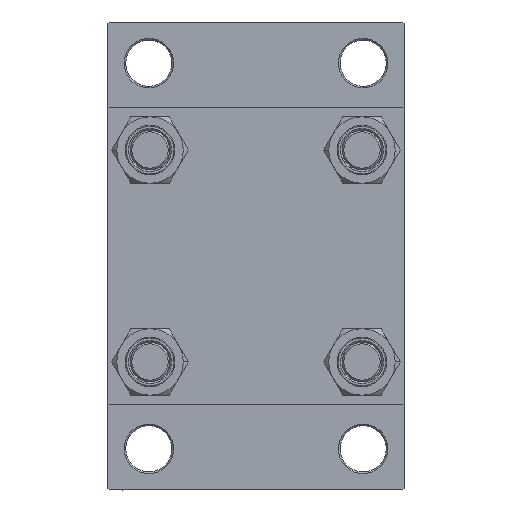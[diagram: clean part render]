
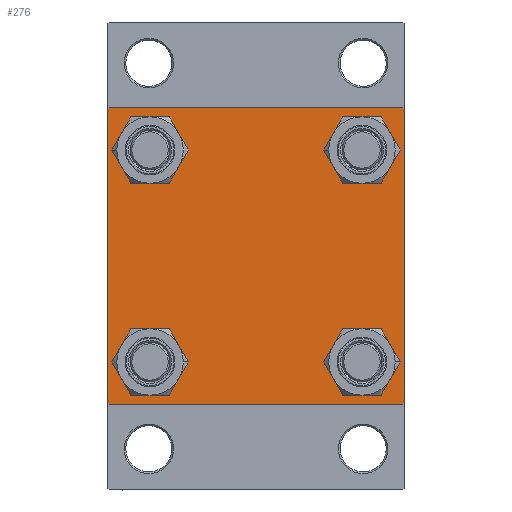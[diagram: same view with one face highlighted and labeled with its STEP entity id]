
A CAD part, left-side view. The second image highlights one B-rep face of the part: STEP entity #276.
In plain terms, the highlighted planar face has unit normal (-1, 0, 0).
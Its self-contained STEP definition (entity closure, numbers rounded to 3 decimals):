
#276 = ADVANCED_FACE ( 'NONE', ( #28060, #42507, #34821, #38902, #39134 ), #1565, .T. ) ;
#606 = ORIENTED_EDGE ( 'NONE', *, *, #13397, .T. ) ;
#698 = EDGE_CURVE ( 'NONE', #45920, #35312, #44672, .T. ) ;
#721 = ORIENTED_EDGE ( 'NONE', *, *, #44798, .T. ) ;
#758 = VECTOR ( 'NONE', #20303, 1000. ) ;
#1006 = EDGE_LOOP ( 'NONE', ( #1679, #5464 ) ) ;
#1340 = VECTOR ( 'NONE', #16056, 1000. ) ;
#1410 = VECTOR ( 'NONE', #19185, 1000. ) ;
#1414 = DIRECTION ( 'NONE',  ( 0., 0., 1. ) ) ;
#1565 = PLANE ( 'NONE',  #34652 ) ;
#1635 = AXIS2_PLACEMENT_3D ( 'NONE', #5026, #30318, #1414 ) ;
#1636 = CARTESIAN_POINT ( 'NONE',  ( 0., 45., 45. ) ) ;
#1679 = ORIENTED_EDGE ( 'NONE', *, *, #698, .T. ) ;
#1798 = VERTEX_POINT ( 'NONE', #21317 ) ;
#2415 = LINE ( 'NONE', #20258, #31857 ) ;
#2599 = VECTOR ( 'NONE', #5960, 1000. ) ;
#2959 = DIRECTION ( 'NONE',  ( 0., 0., 1. ) ) ;
#3555 = ORIENTED_EDGE ( 'NONE', *, *, #9737, .T. ) ;
#3735 = LINE ( 'NONE', #6867, #30292 ) ;
#3833 = CIRCLE ( 'NONE', #9998, 6.5 ) ;
#4233 = EDGE_CURVE ( 'NONE', #20229, #9643, #21623, .T. ) ;
#4400 = EDGE_CURVE ( 'NONE', #35312, #45920, #37016, .T. ) ;
#5026 = CARTESIAN_POINT ( 'NONE',  ( 0., 32.15, -32.15 ) ) ;
#5071 = CARTESIAN_POINT ( 'NONE',  ( 0., 32.15, 38.65 ) ) ;
#5464 = ORIENTED_EDGE ( 'NONE', *, *, #4400, .T. ) ;
#5960 = DIRECTION ( 'NONE',  ( 0., 0., -1. ) ) ;
#6119 = CARTESIAN_POINT ( 'NONE',  ( 0., 0., 0. ) ) ;
#6193 = LINE ( 'NONE', #1636, #2599 ) ;
#6301 = CARTESIAN_POINT ( 'NONE',  ( 0., 32.15, -32.15 ) ) ;
#6383 = CARTESIAN_POINT ( 'NONE',  ( 0., 32.15, -38.65 ) ) ;
#6507 = CIRCLE ( 'NONE', #29588, 6.5 ) ;
#6867 = CARTESIAN_POINT ( 'NONE',  ( 0., -45., 45. ) ) ;
#7268 = DIRECTION ( 'NONE',  ( 1., 0., 0. ) ) ;
#7363 = VECTOR ( 'NONE', #44053, 1000. ) ;
#7746 = EDGE_LOOP ( 'NONE', ( #32477, #25434 ) ) ;
#8068 = ORIENTED_EDGE ( 'NONE', *, *, #34146, .T. ) ;
#8288 = VERTEX_POINT ( 'NONE', #17325 ) ;
#8425 = CIRCLE ( 'NONE', #36167, 6.5 ) ;
#8699 = VERTEX_POINT ( 'NONE', #9269 ) ;
#8901 = DIRECTION ( 'NONE',  ( 1., 0., 0. ) ) ;
#9112 = CARTESIAN_POINT ( 'NONE',  ( 0., -44.5, -45. ) ) ;
#9269 = CARTESIAN_POINT ( 'NONE',  ( 0., -32.15, -38.65 ) ) ;
#9643 = VERTEX_POINT ( 'NONE', #17691 ) ;
#9737 = EDGE_CURVE ( 'NONE', #17335, #46461, #26081, .T. ) ;
#9998 = AXIS2_PLACEMENT_3D ( 'NONE', #42829, #20444, #16823 ) ;
#10300 = EDGE_CURVE ( 'NONE', #46461, #32839, #6193, .T. ) ;
#10398 = ORIENTED_EDGE ( 'NONE', *, *, #26036, .T. ) ;
#10854 = VERTEX_POINT ( 'NONE', #41030 ) ;
#11271 = VERTEX_POINT ( 'NONE', #9112 ) ;
#11718 = LINE ( 'NONE', #45187, #1410 ) ;
#12129 = EDGE_LOOP ( 'NONE', ( #38056, #10398, #8068, #36109, #44819, #21459, #34949, #3555 ) ) ;
#12788 = DIRECTION ( 'NONE',  ( 1., 0., 0. ) ) ;
#13397 = EDGE_CURVE ( 'NONE', #8699, #8288, #19469, .T. ) ;
#13994 = CARTESIAN_POINT ( 'NONE',  ( 0., 32.15, -25.65 ) ) ;
#14122 = DIRECTION ( 'NONE',  ( 0., 0., -1. ) ) ;
#14682 = EDGE_CURVE ( 'NONE', #19091, #18872, #3735, .T. ) ;
#14963 = DIRECTION ( 'NONE',  ( 0., 0., 1. ) ) ;
#16056 = DIRECTION ( 'NONE',  ( 0., 0.707, 0.707 ) ) ;
#16610 = ORIENTED_EDGE ( 'NONE', *, *, #23026, .T. ) ;
#16632 = CARTESIAN_POINT ( 'NONE',  ( 0., -32.15, 32.15 ) ) ;
#16823 = DIRECTION ( 'NONE',  ( 0., 0., 1. ) ) ;
#17325 = CARTESIAN_POINT ( 'NONE',  ( 0., -32.15, -25.65 ) ) ;
#17335 = VERTEX_POINT ( 'NONE', #45099 ) ;
#17691 = CARTESIAN_POINT ( 'NONE',  ( 0., 32.15, 25.65 ) ) ;
#17977 = CARTESIAN_POINT ( 'NONE',  ( 0., 45., -44.5 ) ) ;
#18872 = VERTEX_POINT ( 'NONE', #41548 ) ;
#19091 = VERTEX_POINT ( 'NONE', #24076 ) ;
#19139 = EDGE_CURVE ( 'NONE', #11271, #18872, #29600, .T. ) ;
#19185 = DIRECTION ( 'NONE',  ( 0., -0.707, -0.707 ) ) ;
#19469 = CIRCLE ( 'NONE', #36434, 6.5 ) ;
#20229 = VERTEX_POINT ( 'NONE', #5071 ) ;
#20246 = DIRECTION ( 'NONE',  ( 0., 0., 1. ) ) ;
#20258 = CARTESIAN_POINT ( 'NONE',  ( 0., 45., 45. ) ) ;
#20303 = DIRECTION ( 'NONE',  ( 0., -1., 0. ) ) ;
#20444 = DIRECTION ( 'NONE',  ( 1., 0., 0. ) ) ;
#21011 = LINE ( 'NONE', #27756, #758 ) ;
#21317 = CARTESIAN_POINT ( 'NONE',  ( 0., -32.15, 38.65 ) ) ;
#21459 = ORIENTED_EDGE ( 'NONE', *, *, #26965, .T. ) ;
#21505 = DIRECTION ( 'NONE',  ( 1., 0., 0. ) ) ;
#21623 = CIRCLE ( 'NONE', #23112, 6.5 ) ;
#22719 = CARTESIAN_POINT ( 'NONE',  ( 0., 44.75, 44.75 ) ) ;
#23026 = EDGE_CURVE ( 'NONE', #9643, #20229, #42890, .T. ) ;
#23112 = AXIS2_PLACEMENT_3D ( 'NONE', #39575, #21505, #2959 ) ;
#23293 = EDGE_LOOP ( 'NONE', ( #34695, #16610 ) ) ;
#24076 = CARTESIAN_POINT ( 'NONE',  ( 0., -45., 44.5 ) ) ;
#24397 = EDGE_LOOP ( 'NONE', ( #721, #606 ) ) ;
#25434 = ORIENTED_EDGE ( 'NONE', *, *, #31326, .T. ) ;
#26036 = EDGE_CURVE ( 'NONE', #32839, #34447, #11718, .T. ) ;
#26081 = LINE ( 'NONE', #22719, #31820 ) ;
#26965 = EDGE_CURVE ( 'NONE', #19091, #10854, #27135, .T. ) ;
#27135 = LINE ( 'NONE', #42074, #1340 ) ;
#27756 = CARTESIAN_POINT ( 'NONE',  ( 0., 45., -45. ) ) ;
#27895 = CARTESIAN_POINT ( 'NONE',  ( 0., -32.15, -32.15 ) ) ;
#28060 = FACE_BOUND ( 'NONE', #7746, .T. ) ;
#29588 = AXIS2_PLACEMENT_3D ( 'NONE', #44592, #7268, #33281 ) ;
#29600 = LINE ( 'NONE', #43587, #7363 ) ;
#30292 = VECTOR ( 'NONE', #14122, 1000. ) ;
#30318 = DIRECTION ( 'NONE',  ( 1., 0., 0. ) ) ;
#31279 = DIRECTION ( 'NONE',  ( 0., 0., 1. ) ) ;
#31326 = EDGE_CURVE ( 'NONE', #44730, #1798, #3833, .T. ) ;
#31529 = CARTESIAN_POINT ( 'NONE',  ( 0., 32.15, 32.15 ) ) ;
#31745 = DIRECTION ( 'NONE',  ( 1., 0., 0. ) ) ;
#31820 = VECTOR ( 'NONE', #47548, 1000. ) ;
#31857 = VECTOR ( 'NONE', #34961, 1000. ) ;
#32477 = ORIENTED_EDGE ( 'NONE', *, *, #34439, .T. ) ;
#32839 = VERTEX_POINT ( 'NONE', #17977 ) ;
#33281 = DIRECTION ( 'NONE',  ( 0., 0., 1. ) ) ;
#34146 = EDGE_CURVE ( 'NONE', #34447, #11271, #21011, .T. ) ;
#34226 = DIRECTION ( 'NONE',  ( 1., 0., 0. ) ) ;
#34439 = EDGE_CURVE ( 'NONE', #1798, #44730, #8425, .T. ) ;
#34447 = VERTEX_POINT ( 'NONE', #41924 ) ;
#34652 = AXIS2_PLACEMENT_3D ( 'NONE', #6119, #46357, #42757 ) ;
#34695 = ORIENTED_EDGE ( 'NONE', *, *, #4233, .T. ) ;
#34821 = FACE_BOUND ( 'NONE', #1006, .T. ) ;
#34949 = ORIENTED_EDGE ( 'NONE', *, *, #43775, .F. ) ;
#34961 = DIRECTION ( 'NONE',  ( 0., -1., 0. ) ) ;
#35312 = VERTEX_POINT ( 'NONE', #6383 ) ;
#36109 = ORIENTED_EDGE ( 'NONE', *, *, #19139, .T. ) ;
#36167 = AXIS2_PLACEMENT_3D ( 'NONE', #16632, #12788, #20246 ) ;
#36434 = AXIS2_PLACEMENT_3D ( 'NONE', #27895, #31745, #31279 ) ;
#36976 = AXIS2_PLACEMENT_3D ( 'NONE', #6301, #34226, #14963 ) ;
#37016 = CIRCLE ( 'NONE', #1635, 6.5 ) ;
#38056 = ORIENTED_EDGE ( 'NONE', *, *, #10300, .T. ) ;
#38760 = DIRECTION ( 'NONE',  ( 0., 0., 1. ) ) ;
#38902 = FACE_BOUND ( 'NONE', #23293, .T. ) ;
#39040 = AXIS2_PLACEMENT_3D ( 'NONE', #31529, #8901, #38760 ) ;
#39134 = FACE_OUTER_BOUND ( 'NONE', #12129, .T. ) ;
#39575 = CARTESIAN_POINT ( 'NONE',  ( 0., 32.15, 32.15 ) ) ;
#41030 = CARTESIAN_POINT ( 'NONE',  ( 0., -44.5, 45. ) ) ;
#41548 = CARTESIAN_POINT ( 'NONE',  ( 0., -45., -44.5 ) ) ;
#41924 = CARTESIAN_POINT ( 'NONE',  ( 0., 44.5, -45. ) ) ;
#42074 = CARTESIAN_POINT ( 'NONE',  ( 0., -44.75, 44.75 ) ) ;
#42507 = FACE_BOUND ( 'NONE', #24397, .T. ) ;
#42757 = DIRECTION ( 'NONE',  ( 0., 0., 1. ) ) ;
#42829 = CARTESIAN_POINT ( 'NONE',  ( 0., -32.15, 32.15 ) ) ;
#42890 = CIRCLE ( 'NONE', #39040, 6.5 ) ;
#43423 = CARTESIAN_POINT ( 'NONE',  ( 0., -32.15, 25.65 ) ) ;
#43587 = CARTESIAN_POINT ( 'NONE',  ( 0., -44.75, -44.75 ) ) ;
#43775 = EDGE_CURVE ( 'NONE', #17335, #10854, #2415, .T. ) ;
#44053 = DIRECTION ( 'NONE',  ( 0., -0.707, 0.707 ) ) ;
#44592 = CARTESIAN_POINT ( 'NONE',  ( 0., -32.15, -32.15 ) ) ;
#44672 = CIRCLE ( 'NONE', #36976, 6.5 ) ;
#44730 = VERTEX_POINT ( 'NONE', #43423 ) ;
#44798 = EDGE_CURVE ( 'NONE', #8288, #8699, #6507, .T. ) ;
#44819 = ORIENTED_EDGE ( 'NONE', *, *, #14682, .F. ) ;
#45099 = CARTESIAN_POINT ( 'NONE',  ( 0., 44.5, 45. ) ) ;
#45187 = CARTESIAN_POINT ( 'NONE',  ( 0., 44.75, -44.75 ) ) ;
#45920 = VERTEX_POINT ( 'NONE', #13994 ) ;
#46357 = DIRECTION ( 'NONE',  ( -1., 0., 0. ) ) ;
#46461 = VERTEX_POINT ( 'NONE', #46978 ) ;
#46978 = CARTESIAN_POINT ( 'NONE',  ( 0., 45., 44.5 ) ) ;
#47548 = DIRECTION ( 'NONE',  ( 0., 0.707, -0.707 ) ) ;
